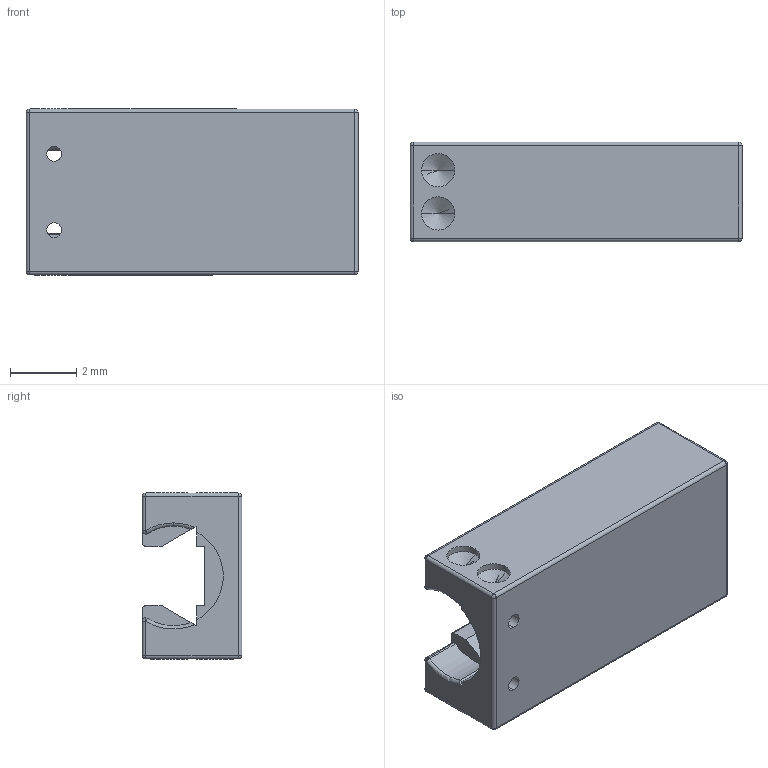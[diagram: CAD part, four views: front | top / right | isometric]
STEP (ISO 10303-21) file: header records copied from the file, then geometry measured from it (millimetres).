
FILE_DESCRIPTION (( 'STEP AP214' ), '1' );
FILE_NAME ('drive.STEP', '2021-03-04T18:06:24', ( '' ), ( '' ), 'SwSTEP 2.0', 'SolidWorks 2020', '' );
FILE_SCHEMA (( 'AUTOMOTIVE_DESIGN' ));
Length unit declared in the file: millimetre
Products named in the file (1): drive
Bounding box: 10 x 3 x 5 mm (x, y, z)
Volume: 105 mm3; surface area: 235.2 mm2
Topology: 1 solids, 1 shells, 92 faces, 238 edges, 130 vertices
Faces by surface type: cylinder 42, plane 22, sphere 14, cone 8, torus 6
Entity records: 2811 total; most frequent: CARTESIAN_POINT 517, DIRECTION 494, ORIENTED_EDGE 436, EDGE_CURVE 218, AXIS2_PLACEMENT_3D 191, VERTEX_POINT 130, LINE 112, VECTOR 112
